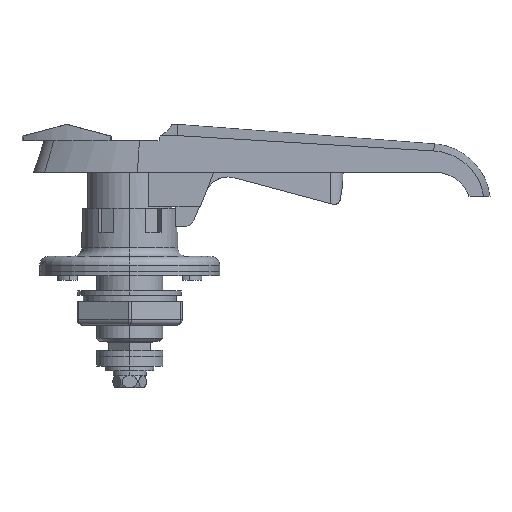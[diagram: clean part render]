
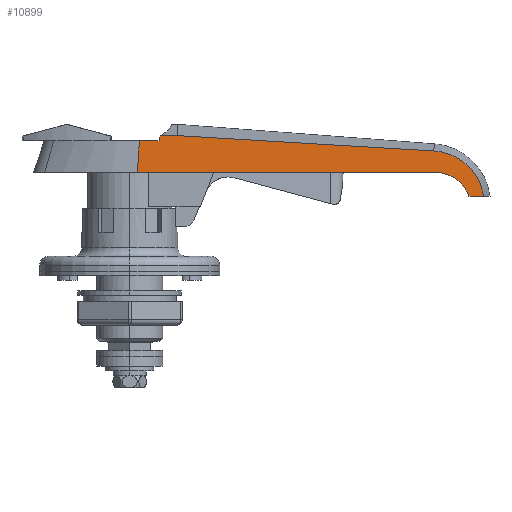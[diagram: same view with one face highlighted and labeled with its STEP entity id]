
A CAD part, left-side view. The second image highlights one B-rep face of the part: STEP entity #10899.
In plain terms, the highlighted planar face has unit normal (-0.998, -0.06, 0).
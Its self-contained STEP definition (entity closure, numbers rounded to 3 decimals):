
#2797 = CARTESIAN_POINT ( 'NONE',  ( -14.112, -15.858, 24.247 ) ) ;
#2806 = CARTESIAN_POINT ( 'NONE',  ( -8., -117.856, 4. ) ) ;
#2817 = CARTESIAN_POINT ( 'NONE',  ( -14.457, -10.106, 24.155 ) ) ;
#2831 = CARTESIAN_POINT ( 'NONE',  ( -8.291, -113., 4. ) ) ;
#2832 = CARTESIAN_POINT ( 'NONE',  ( -14.477, -9.764, 22.5 ) ) ;
#2872 = CARTESIAN_POINT ( 'NONE',  ( -8.999, -101.188, 19.136 ) ) ;
#2885 = CARTESIAN_POINT ( 'NONE',  ( -14.868, -3.244, 22.5 ) ) ;
#2898 = CARTESIAN_POINT ( 'NONE',  ( -8.969, -101.686, 12. ) ) ;
#3202 = VERTEX_POINT ( 'NONE', #2797 ) ;
#3211 = VERTEX_POINT ( 'NONE', #2806 ) ;
#3222 = VERTEX_POINT ( 'NONE', #2817 ) ;
#3236 = VERTEX_POINT ( 'NONE', #2831 ) ;
#3237 = VERTEX_POINT ( 'NONE', #2832 ) ;
#3496 = EDGE_LOOP ( 'NONE', ( #5096, #5098, #5097, #5099, #5100, #5101, #5103, #5102, #5104 ) ) ;
#5096 = ORIENTED_EDGE ( 'NONE', *, *, #10683, .F. ) ;
#5097 = ORIENTED_EDGE ( 'NONE', *, *, #10692, .T. ) ;
#5098 = ORIENTED_EDGE ( 'NONE', *, *, #10691, .T. ) ;
#5099 = ORIENTED_EDGE ( 'NONE', *, *, #10693, .T. ) ;
#5100 = ORIENTED_EDGE ( 'NONE', *, *, #10672, .F. ) ;
#5101 = ORIENTED_EDGE ( 'NONE', *, *, #10694, .F. ) ;
#5102 = ORIENTED_EDGE ( 'NONE', *, *, #10696, .F. ) ;
#5103 = ORIENTED_EDGE ( 'NONE', *, *, #10695, .F. ) ;
#5104 = ORIENTED_EDGE ( 'NONE', *, *, #10697, .T. ) ;
#5488 = VERTEX_POINT ( 'NONE', #2872 ) ;
#5501 = VERTEX_POINT ( 'NONE', #2885 ) ;
#5514 = VERTEX_POINT ( 'NONE', #2898 ) ;
#5848 = PLANE ( 'NONE',  #6977 ) ;
#5849 = CARTESIAN_POINT ( 'NONE',  ( -8., -117.856, 28.507 ) ) ;
#5850 = DIRECTION ( 'NONE',  ( 0.998, 0.06, 0. ) ) ;
#5851 = DIRECTION ( 'NONE',  ( -0.06, 0.998, 0. ) ) ;
#6331 = B_SPLINE_CURVE_WITH_KNOTS ( 'NONE', 3,
 ( #10051, #10061, #10062, #10063 ),
 .UNSPECIFIED., .F., .F.,
 ( 4, 4 ),
 ( 0., 0.002 ),
 .UNSPECIFIED. ) ;
#6332 = B_SPLINE_CURVE_WITH_KNOTS ( 'NONE', 3,
 ( #10064, #10068, #10069, #10070 ),
 .UNSPECIFIED., .F., .F.,
 ( 4, 4 ),
 ( 0.344, 1. ),
 .UNSPECIFIED. ) ;
#6333 =( BOUNDED_CURVE ( )  B_SPLINE_CURVE ( 3, ( #10071, #10072, #10073, #10074 ),
 .UNSPECIFIED., .F., .F. ) 
 B_SPLINE_CURVE_WITH_KNOTS ( ( 4, 4 ),
 ( 3.481, 4.712 ),
 .UNSPECIFIED. ) 
 CURVE ( )  GEOMETRIC_REPRESENTATION_ITEM ( )  RATIONAL_B_SPLINE_CURVE ( ( 1., 0.878, 0.878, 1. ) ) 
 REPRESENTATION_ITEM ( '' )  );
#6334 = B_SPLINE_CURVE_WITH_KNOTS ( 'NONE', 3,
 ( #10075, #10079, #10080, #10081, #10082, #10083, #10084, #10085, #10086, #10087, #10088, #10089, #10090, #10091, #10092, #10093, #10094, #10095, #10096, #10097, #10098, #10099, #10100, #10101 ),
 .UNSPECIFIED., .F., .F.,
 ( 4, 2, 2, 2, 2, 2, 2, 2, 2, 2, 2, 4 ),
 ( 0., 0.003, 0.006, 0.009, 0.011, 0.012, 0.014, 0.015, 0.018, 0.02, 0.021, 0.024 ),
 .UNSPECIFIED. ) ;
#6977 = AXIS2_PLACEMENT_3D ( 'NONE', #5849, #5850, #5851 ) ;
#6979 = FACE_OUTER_BOUND ( 'NONE', #3496, .T. ) ;
#8024 = VERTEX_POINT ( 'NONE', #9107 ) ;
#9002 = VECTOR ( 'NONE', #10004, 1000. ) ;
#9011 = VECTOR ( 'NONE', #10037, 1000. ) ;
#9018 = VECTOR ( 'NONE', #10067, 1000. ) ;
#9019 = VECTOR ( 'NONE', #10078, 1000. ) ;
#9020 = VECTOR ( 'NONE', #10105, 1000. ) ;
#9107 = CARTESIAN_POINT ( 'NONE',  ( -14.909, -2.567, 12. ) ) ;
#10002 = LINE ( 'NONE', #10003, #9002 ) ;
#10003 = CARTESIAN_POINT ( 'NONE',  ( -16.864, 30.061, 12. ) ) ;
#10004 = DIRECTION ( 'NONE',  ( -0.06, 0.998, 0. ) ) ;
#10035 = LINE ( 'NONE', #10036, #9011 ) ;
#10036 = CARTESIAN_POINT ( 'NONE',  ( -7.997, -117.898, 25.873 ) ) ;
#10037 = DIRECTION ( 'NONE',  ( 0.06, -0.998, 0.016 ) ) ;
#10051 = CARTESIAN_POINT ( 'NONE',  ( -14.457, -10.106, 24.155 ) ) ;
#10061 = CARTESIAN_POINT ( 'NONE',  ( -14.464, -9.992, 23.603 ) ) ;
#10062 = CARTESIAN_POINT ( 'NONE',  ( -14.471, -9.878, 23.052 ) ) ;
#10063 = CARTESIAN_POINT ( 'NONE',  ( -14.477, -9.764, 22.5 ) ) ;
#10064 = CARTESIAN_POINT ( 'NONE',  ( -14.868, -3.244, 22.5 ) ) ;
#10065 = LINE ( 'NONE', #10066, #9018 ) ;
#10066 = CARTESIAN_POINT ( 'NONE',  ( -8., -117.856, 22.5 ) ) ;
#10067 = DIRECTION ( 'NONE',  ( -0.06, 0.998, 0. ) ) ;
#10068 = CARTESIAN_POINT ( 'NONE',  ( -14.882, -3.018, 19. ) ) ;
#10069 = CARTESIAN_POINT ( 'NONE',  ( -14.895, -2.792, 15.5 ) ) ;
#10070 = CARTESIAN_POINT ( 'NONE',  ( -14.909, -2.567, 12. ) ) ;
#10071 = CARTESIAN_POINT ( 'NONE',  ( -8.291, -113., 4. ) ) ;
#10072 = CARTESIAN_POINT ( 'NONE',  ( -8.396, -111.246, 8.962 ) ) ;
#10073 = CARTESIAN_POINT ( 'NONE',  ( -8.654, -106.949, 12. ) ) ;
#10074 = CARTESIAN_POINT ( 'NONE',  ( -8.969, -101.686, 12. ) ) ;
#10075 = CARTESIAN_POINT ( 'NONE',  ( -8.999, -101.188, 19.136 ) ) ;
#10076 = LINE ( 'NONE', #10077, #9019 ) ;
#10077 = CARTESIAN_POINT ( 'NONE',  ( -8.206, -114.421, 4. ) ) ;
#10078 = DIRECTION ( 'NONE',  ( -0.06, 0.998, 0. ) ) ;
#10079 = CARTESIAN_POINT ( 'NONE',  ( -8.938, -102.211, 19.092 ) ) ;
#10080 = CARTESIAN_POINT ( 'NONE',  ( -8.877, -103.214, 18.96 ) ) ;
#10081 = CARTESIAN_POINT ( 'NONE',  ( -8.759, -105.185, 18.528 ) ) ;
#10082 = CARTESIAN_POINT ( 'NONE',  ( -8.701, -106.154, 18.227 ) ) ;
#10083 = CARTESIAN_POINT ( 'NONE',  ( -8.588, -108.047, 17.451 ) ) ;
#10084 = CARTESIAN_POINT ( 'NONE',  ( -8.533, -108.956, 16.983 ) ) ;
#10085 = CARTESIAN_POINT ( 'NONE',  ( -8.456, -110.253, 16.164 ) ) ;
#10086 = CARTESIAN_POINT ( 'NONE',  ( -8.43, -110.673, 15.873 ) ) ;
#10087 = CARTESIAN_POINT ( 'NONE',  ( -8.382, -111.485, 15.256 ) ) ;
#10088 = CARTESIAN_POINT ( 'NONE',  ( -8.358, -111.879, 14.928 ) ) ;
#10089 = CARTESIAN_POINT ( 'NONE',  ( -8.313, -112.636, 14.241 ) ) ;
#10090 = CARTESIAN_POINT ( 'NONE',  ( -8.291, -112.999, 13.882 ) ) ;
#10091 = CARTESIAN_POINT ( 'NONE',  ( -8.25, -113.692, 13.133 ) ) ;
#10092 = CARTESIAN_POINT ( 'NONE',  ( -8.23, -114.024, 12.741 ) ) ;
#10093 = CARTESIAN_POINT ( 'NONE',  ( -8.173, -114.962, 11.532 ) ) ;
#10094 = CARTESIAN_POINT ( 'NONE',  ( -8.141, -115.509, 10.682 ) ) ;
#10095 = CARTESIAN_POINT ( 'NONE',  ( -8.098, -116.219, 9.342 ) ) ;
#10096 = CARTESIAN_POINT ( 'NONE',  ( -8.085, -116.436, 8.885 ) ) ;
#10097 = CARTESIAN_POINT ( 'NONE',  ( -8.061, -116.833, 7.947 ) ) ;
#10098 = CARTESIAN_POINT ( 'NONE',  ( -8.051, -117.013, 7.466 ) ) ;
#10099 = CARTESIAN_POINT ( 'NONE',  ( -8.022, -117.485, 6.008 ) ) ;
#10100 = CARTESIAN_POINT ( 'NONE',  ( -8.009, -117.714, 5.015 ) ) ;
#10101 = CARTESIAN_POINT ( 'NONE',  ( -8., -117.856, 4. ) ) ;
#10103 = LINE ( 'NONE', #10104, #9020 ) ;
#10104 = CARTESIAN_POINT ( 'NONE',  ( -8.037, -117.24, 18.175 ) ) ;
#10105 = DIRECTION ( 'NONE',  ( -0.06, 0.996, 0.06 ) ) ;
#10672 = EDGE_CURVE ( 'NONE', #5514, #8024, #10002, .T. ) ;
#10683 = EDGE_CURVE ( 'NONE', #3222, #3202, #10035, .T. ) ;
#10691 = EDGE_CURVE ( 'NONE', #3222, #3237, #6331, .T. ) ;
#10692 = EDGE_CURVE ( 'NONE', #3237, #5501, #10065, .T. ) ;
#10693 = EDGE_CURVE ( 'NONE', #5501, #8024, #6332, .T. ) ;
#10694 = EDGE_CURVE ( 'NONE', #3236, #5514, #6333, .T. ) ;
#10695 = EDGE_CURVE ( 'NONE', #3211, #3236, #10076, .T. ) ;
#10696 = EDGE_CURVE ( 'NONE', #5488, #3211, #6334, .T. ) ;
#10697 = EDGE_CURVE ( 'NONE', #5488, #3202, #10103, .T. ) ;
#10899 = ADVANCED_FACE ( 'NONE', ( #6979 ), #5848, .F. ) ;
